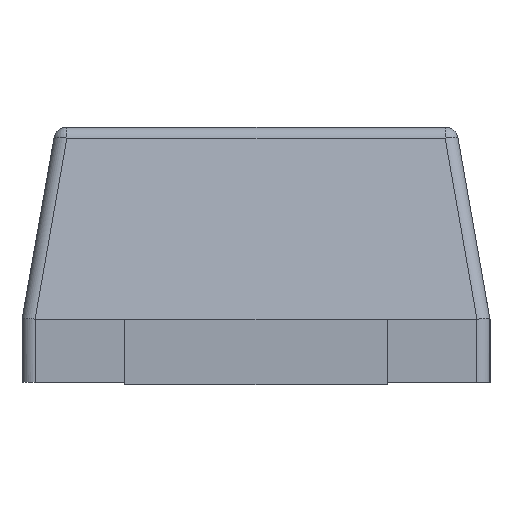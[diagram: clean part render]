
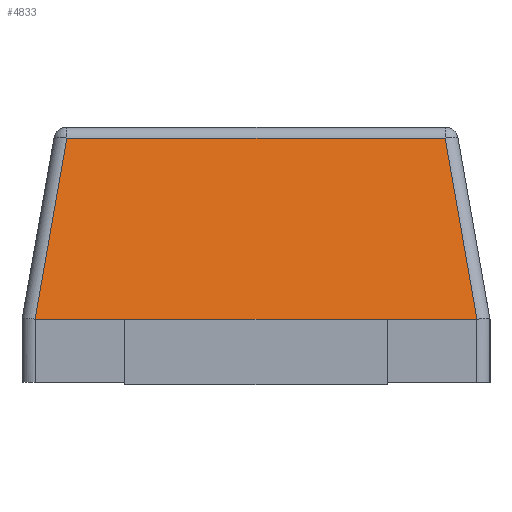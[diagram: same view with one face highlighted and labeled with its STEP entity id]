
A CAD part, left-side view. The second image highlights one B-rep face of the part: STEP entity #4833.
In plain terms, the highlighted planar face has unit normal (-0.985, 0, 0.174).
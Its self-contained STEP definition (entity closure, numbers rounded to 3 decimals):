
#40 = LINE ( 'NONE', #2068, #1756 ) ;
#69 = ORIENTED_EDGE ( 'NONE', *, *, #4605, .T. ) ;
#86 = VERTEX_POINT ( 'NONE', #5214 ) ;
#113 = CARTESIAN_POINT ( 'NONE',  ( -1.349, -0.79, 0.287 ) ) ;
#120 = VECTOR ( 'NONE', #2204, 1000. ) ;
#192 = EDGE_LOOP ( 'NONE', ( #4571, #5235, #69, #1309, #4363, #3494, #2836, #1827 ) ) ;
#312 = DIRECTION ( 'NONE',  ( 0., -1., 0. ) ) ;
#448 = VERTEX_POINT ( 'NONE', #1844 ) ;
#516 = EDGE_CURVE ( 'NONE', #5170, #1089, #2782, .T. ) ;
#564 = CARTESIAN_POINT ( 'NONE',  ( -1.4, -0.84, 0. ) ) ;
#627 = EDGE_CURVE ( 'NONE', #448, #4766, #4648, .T. ) ;
#837 = FACE_OUTER_BOUND ( 'NONE', #192, .T. ) ;
#856 = LINE ( 'NONE', #113, #120 ) ;
#871 = CARTESIAN_POINT ( 'NONE',  ( -1.4, -0.841, 0. ) ) ;
#893 = CARTESIAN_POINT ( 'NONE',  ( -1.401, 0.842, -0.008 ) ) ;
#982 = CARTESIAN_POINT ( 'NONE',  ( -1.4, 0.89, 0. ) ) ;
#1019 = DIRECTION ( 'NONE',  ( -0.985, 0., 0.174 ) ) ;
#1052 = VECTOR ( 'NONE', #312, 1000. ) ;
#1057 = VERTEX_POINT ( 'NONE', #1999 ) ;
#1089 = VERTEX_POINT ( 'NONE', #4028 ) ;
#1123 = LINE ( 'NONE', #893, #1445 ) ;
#1306 = CARTESIAN_POINT ( 'NONE',  ( -1.4, -0.84, 0. ) ) ;
#1309 = ORIENTED_EDGE ( 'NONE', *, *, #627, .T. ) ;
#1445 = VECTOR ( 'NONE', #4180, 1000. ) ;
#1756 = VECTOR ( 'NONE', #5351, 1000. ) ;
#1778 = EDGE_CURVE ( 'NONE', #2815, #5170, #856, .T. ) ;
#1792 = PLANE ( 'NONE',  #2281 ) ;
#1827 = ORIENTED_EDGE ( 'NONE', *, *, #516, .T. ) ;
#1844 = CARTESIAN_POINT ( 'NONE',  ( -1.4, 0.5, 0. ) ) ;
#1999 = CARTESIAN_POINT ( 'NONE',  ( -1.4, 0.841, 0. ) ) ;
#2068 = CARTESIAN_POINT ( 'NONE',  ( -1.4, 0.89, 0. ) ) ;
#2133 = EDGE_CURVE ( 'NONE', #4766, #3367, #4974, .T. ) ;
#2204 = DIRECTION ( 'NONE',  ( 0.171, 0.171, 0.97 ) ) ;
#2281 = AXIS2_PLACEMENT_3D ( 'NONE', #982, #1019, #2616 ) ;
#2375 = DIRECTION ( 'NONE',  ( 0., -1., 0. ) ) ;
#2463 = CARTESIAN_POINT ( 'NONE',  ( -1.4, 0.84, 0. ) ) ;
#2537 = CARTESIAN_POINT ( 'NONE',  ( -1.279, -0.719, 0.689 ) ) ;
#2616 = DIRECTION ( 'NONE',  ( 0.174, 0., 0.985 ) ) ;
#2782 = LINE ( 'NONE', #4680, #4581 ) ;
#2815 = VERTEX_POINT ( 'NONE', #4999 ) ;
#2836 = ORIENTED_EDGE ( 'NONE', *, *, #1778, .T. ) ;
#2927 = CARTESIAN_POINT ( 'NONE',  ( -1.4, -0.841, 0. ) ) ;
#2954 = CARTESIAN_POINT ( 'NONE',  ( -1.4, -0.5, 0. ) ) ;
#3367 = VERTEX_POINT ( 'NONE', #564 ) ;
#3494 = ORIENTED_EDGE ( 'NONE', *, *, #4116, .T. ) ;
#3545 = VECTOR ( 'NONE', #2375, 1000. ) ;
#3736 = EDGE_CURVE ( 'NONE', #1089, #1057, #1123, .T. ) ;
#4027 = CARTESIAN_POINT ( 'NONE',  ( -1.4, 0.89, 0. ) ) ;
#4028 = CARTESIAN_POINT ( 'NONE',  ( -1.279, 0.719, 0.689 ) ) ;
#4097 = CARTESIAN_POINT ( 'NONE',  ( -1.4, 0.84, 0. ) ) ;
#4099 = CARTESIAN_POINT ( 'NONE',  ( -1.4, 0.89, 0. ) ) ;
#4116 = EDGE_CURVE ( 'NONE', #3367, #2815, #5249, .T. ) ;
#4155 =( BOUNDED_CURVE ( )  B_SPLINE_CURVE ( 3, ( #4504, #5332, #4097, #2463 ),
 .UNSPECIFIED., .F., .T. ) 
 B_SPLINE_CURVE_WITH_KNOTS ( ( 4, 4 ),
 ( 3.127, 3.142 ),
 .UNSPECIFIED. ) 
 CURVE ( )  GEOMETRIC_REPRESENTATION_ITEM ( )  RATIONAL_B_SPLINE_CURVE ( ( 1., 1., 1., 1. ) ) 
 REPRESENTATION_ITEM ( '' )  );
#4180 = DIRECTION ( 'NONE',  ( -0.171, 0.171, -0.97 ) ) ;
#4363 = ORIENTED_EDGE ( 'NONE', *, *, #2133, .T. ) ;
#4504 = CARTESIAN_POINT ( 'NONE',  ( -1.4, 0.841, 0. ) ) ;
#4559 = CARTESIAN_POINT ( 'NONE',  ( -1.4, -0.84, 0. ) ) ;
#4565 = EDGE_CURVE ( 'NONE', #1057, #86, #4155, .T. ) ;
#4571 = ORIENTED_EDGE ( 'NONE', *, *, #3736, .T. ) ;
#4581 = VECTOR ( 'NONE', #5130, 1000. ) ;
#4605 = EDGE_CURVE ( 'NONE', #86, #448, #40, .T. ) ;
#4648 = LINE ( 'NONE', #4027, #3545 ) ;
#4680 = CARTESIAN_POINT ( 'NONE',  ( -1.279, 0.761, 0.689 ) ) ;
#4766 = VERTEX_POINT ( 'NONE', #2954 ) ;
#4833 = ADVANCED_FACE ( 'NONE', ( #837 ), #1792, .T. ) ;
#4974 = LINE ( 'NONE', #4099, #1052 ) ;
#4999 = CARTESIAN_POINT ( 'NONE',  ( -1.4, -0.841, 0. ) ) ;
#5130 = DIRECTION ( 'NONE',  ( 0., 1., 0. ) ) ;
#5170 = VERTEX_POINT ( 'NONE', #2537 ) ;
#5214 = CARTESIAN_POINT ( 'NONE',  ( -1.4, 0.84, 0. ) ) ;
#5235 = ORIENTED_EDGE ( 'NONE', *, *, #4565, .T. ) ;
#5249 =( BOUNDED_CURVE ( )  B_SPLINE_CURVE ( 3, ( #4559, #1306, #871, #2927 ),
 .UNSPECIFIED., .F., .F. ) 
 B_SPLINE_CURVE_WITH_KNOTS ( ( 4, 4 ),
 ( 3.142, 3.157 ),
 .UNSPECIFIED. ) 
 CURVE ( )  GEOMETRIC_REPRESENTATION_ITEM ( )  RATIONAL_B_SPLINE_CURVE ( ( 1., 1., 1., 1. ) ) 
 REPRESENTATION_ITEM ( '' )  );
#5332 = CARTESIAN_POINT ( 'NONE',  ( -1.4, 0.841, 0. ) ) ;
#5351 = DIRECTION ( 'NONE',  ( 0., -1., 0. ) ) ;
